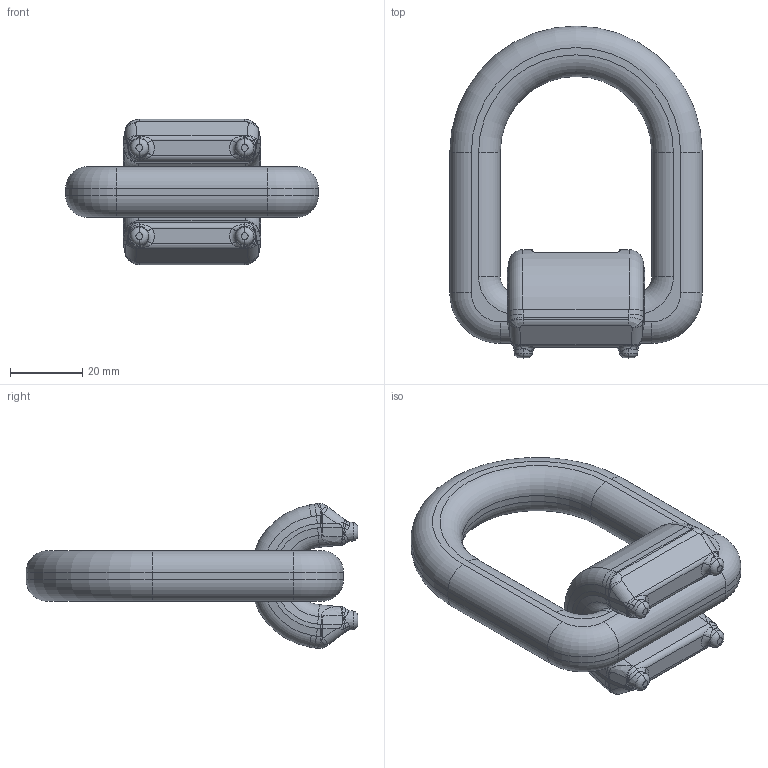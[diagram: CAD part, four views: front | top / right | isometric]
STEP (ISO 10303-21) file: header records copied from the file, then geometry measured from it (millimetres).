
FILE_DESCRIPTION (( 'STEP AP203' ), '1' );
FILE_NAME ('20240807_APAS_2t.STEP', '2024-08-07T13:14:36', ( '' ), ( '' ), 'SwSTEP 2.0', 'SolidWorks 2024', '' );
FILE_SCHEMA (( 'CONFIG_CONTROL_DESIGN' ));
Length unit declared in the file: millimetre
Products named in the file (3): APA2_Stepversion; APA2Bock_Ohne Lasche; 20240807_APAS_2t
Assembly tree (2 placements, depth 2):
  20240807_APAS_2t
    APA2_Stepversion
    APA2Bock_Ohne Lasche
Bounding box: 70 x 92 x 40.27 mm (x, y, z)
Volume: 62061.7 mm3; surface area: 16387.9 mm2
Topology: 2 solids, 2 shells, 252 faces, 597 edges, 350 vertices
Faces by surface type: bspline 89, cylinder 70, plane 45, torus 28, cone 12, sphere 8
Entity records: 9524 total; most frequent: CARTESIAN_POINT 4111, ORIENTED_EDGE 1194, DIRECTION 970, EDGE_CURVE 597, AXIS2_PLACEMENT_3D 405, VERTEX_POINT 350, EDGE_LOOP 255, FACE_OUTER_BOUND 252
